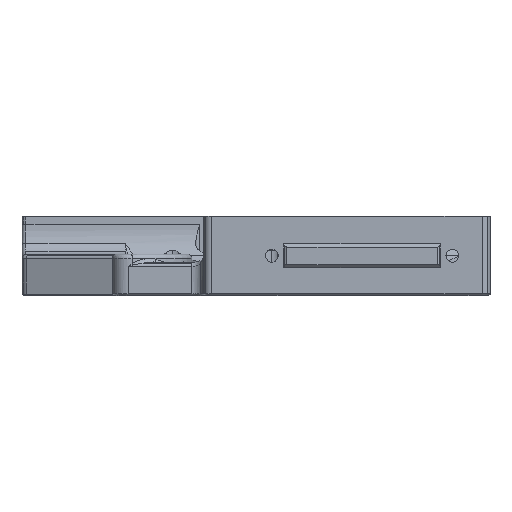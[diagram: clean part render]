
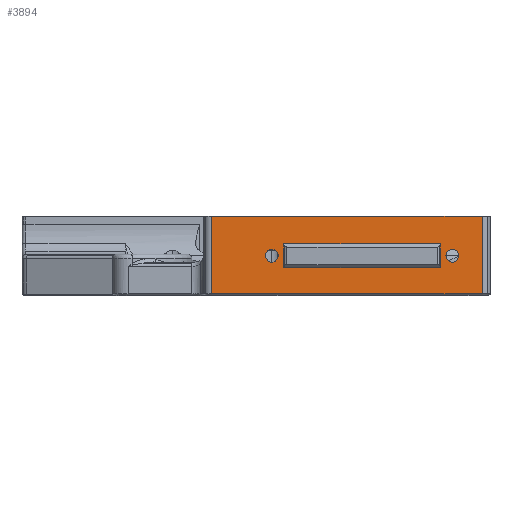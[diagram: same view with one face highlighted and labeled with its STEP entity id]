
A CAD part, top view. The second image highlights one B-rep face of the part: STEP entity #3894.
In plain terms, the highlighted planar face has unit normal (0, 0, 1).
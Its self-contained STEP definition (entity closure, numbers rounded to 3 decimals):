
#3638=CARTESIAN_POINT('',(72.5,559.,-58.096));
#3639=VERTEX_POINT('',#3638);
#3648=CARTESIAN_POINT('',(72.5,565.,-58.096));
#3649=VERTEX_POINT('',#3648);
#3650=CARTESIAN_POINT('',(72.5,565.,-58.096));
#3651=DIRECTION('',(0.,-1.,-0.));
#3652=VECTOR('',#3651,6.);
#3653=LINE('',#3650,#3652);
#3654=EDGE_CURVE('',#3649,#3639,#3653,.T.);
#3699=CARTESIAN_POINT('',(33.,559.,-58.096));
#3700=VERTEX_POINT('',#3699);
#3709=CARTESIAN_POINT('',(33.,559.,-58.096));
#3710=DIRECTION('',(1.,0.,0.));
#3711=VECTOR('',#3710,39.5);
#3712=LINE('',#3709,#3711);
#3713=EDGE_CURVE('',#3700,#3639,#3712,.T.);
#3762=CARTESIAN_POINT('',(33.,565.,-58.096));
#3763=VERTEX_POINT('',#3762);
#3770=CARTESIAN_POINT('',(33.,565.,-58.096));
#3771=DIRECTION('',(0.,-1.,-0.));
#3772=VECTOR('',#3771,6.);
#3773=LINE('',#3770,#3772);
#3774=EDGE_CURVE('',#3763,#3700,#3773,.T.);
#3792=CARTESIAN_POINT('',(33.,565.,-58.096));
#3793=DIRECTION('',(1.,0.,0.));
#3794=VECTOR('',#3793,39.5);
#3795=LINE('',#3792,#3794);
#3796=EDGE_CURVE('',#3763,#3649,#3795,.T.);
#3809=CARTESIAN_POINT('',(15.8,572.,-58.096));
#3810=DIRECTION('',(0.,0.,-1.));
#3811=DIRECTION('',(1.,0.,0.));
#3812=AXIS2_PLACEMENT_3D('',#3809,#3810,#3811);
#3813=PLANE('',#3812);
#3814=CARTESIAN_POINT('',(83.,552.4,-58.096));
#3815=VERTEX_POINT('',#3814);
#3816=CARTESIAN_POINT('',(14.8,552.4,-58.096));
#3817=VERTEX_POINT('',#3816);
#3818=CARTESIAN_POINT('',(83.,552.4,-58.096));
#3819=DIRECTION('',(-1.,-0.,-0.));
#3820=VECTOR('',#3819,68.2);
#3821=LINE('',#3818,#3820);
#3822=EDGE_CURVE('',#3815,#3817,#3821,.T.);
#3823=ORIENTED_EDGE('',*,*,#3822,.F.);
#3824=CARTESIAN_POINT('',(83.,572.,-58.096));
#3825=VERTEX_POINT('',#3824);
#3826=CARTESIAN_POINT('',(83.,572.,-58.096));
#3827=DIRECTION('',(0.,-1.,-0.));
#3828=VECTOR('',#3827,19.6);
#3829=LINE('',#3826,#3828);
#3830=EDGE_CURVE('',#3825,#3815,#3829,.T.);
#3831=ORIENTED_EDGE('',*,*,#3830,.F.);
#3832=CARTESIAN_POINT('',(14.8,572.,-58.096));
#3833=VERTEX_POINT('',#3832);
#3834=CARTESIAN_POINT('',(83.,572.,-58.096));
#3835=DIRECTION('',(-1.,-0.,-0.));
#3836=VECTOR('',#3835,68.2);
#3837=LINE('',#3834,#3836);
#3838=EDGE_CURVE('',#3825,#3833,#3837,.T.);
#3839=ORIENTED_EDGE('',*,*,#3838,.T.);
#3840=CARTESIAN_POINT('',(14.8,572.,-58.096));
#3841=DIRECTION('',(0.,-1.,-0.));
#3842=VECTOR('',#3841,19.6);
#3843=LINE('',#3840,#3842);
#3844=EDGE_CURVE('',#3833,#3817,#3843,.T.);
#3845=ORIENTED_EDGE('',*,*,#3844,.T.);
#3846=EDGE_LOOP('',(#3823,#3831,#3839,#3845));
#3847=FACE_BOUND('',#3846,.T.);
#3848=ORIENTED_EDGE('',*,*,#3796,.T.);
#3849=ORIENTED_EDGE('',*,*,#3654,.T.);
#3850=ORIENTED_EDGE('',*,*,#3713,.F.);
#3851=ORIENTED_EDGE('',*,*,#3774,.F.);
#3852=EDGE_LOOP('',(#3848,#3849,#3850,#3851));
#3853=FACE_BOUND('',#3852,.T.);
#3854=CARTESIAN_POINT('',(73.9,562.,-58.096));
#3855=VERTEX_POINT('',#3854);
#3856=CARTESIAN_POINT('',(75.5,560.4,-58.096));
#3857=VERTEX_POINT('',#3856);
#3858=CARTESIAN_POINT('',(75.5,562.,-58.096));
#3859=DIRECTION('',(-0.,-0.,1.));
#3860=DIRECTION('',(0.,-1.,-0.));
#3861=AXIS2_PLACEMENT_3D('',#3858,#3859,#3860);
#3862=CIRCLE('',#3861,1.6);
#3863=EDGE_CURVE('',#3855,#3857,#3862,.T.);
#3864=ORIENTED_EDGE('',*,*,#3863,.F.);
#3865=CARTESIAN_POINT('',(75.5,562.,-58.096));
#3866=DIRECTION('',(-0.,-0.,1.));
#3867=DIRECTION('',(0.,-1.,-0.));
#3868=AXIS2_PLACEMENT_3D('',#3865,#3866,#3867);
#3869=CIRCLE('',#3868,1.6);
#3870=EDGE_CURVE('',#3857,#3855,#3869,.T.);
#3871=ORIENTED_EDGE('',*,*,#3870,.F.);
#3872=EDGE_LOOP('',(#3864,#3871));
#3873=FACE_BOUND('',#3872,.T.);
#3874=CARTESIAN_POINT('',(28.4,562.,-58.096));
#3875=VERTEX_POINT('',#3874);
#3876=CARTESIAN_POINT('',(30.,560.4,-58.096));
#3877=VERTEX_POINT('',#3876);
#3878=CARTESIAN_POINT('',(30.,562.,-58.096));
#3879=DIRECTION('',(-0.,-0.,1.));
#3880=DIRECTION('',(0.,-1.,-0.));
#3881=AXIS2_PLACEMENT_3D('',#3878,#3879,#3880);
#3882=CIRCLE('',#3881,1.6);
#3883=EDGE_CURVE('',#3875,#3877,#3882,.T.);
#3884=ORIENTED_EDGE('',*,*,#3883,.F.);
#3885=CARTESIAN_POINT('',(30.,562.,-58.096));
#3886=DIRECTION('',(-0.,-0.,1.));
#3887=DIRECTION('',(0.,-1.,-0.));
#3888=AXIS2_PLACEMENT_3D('',#3885,#3886,#3887);
#3889=CIRCLE('',#3888,1.6);
#3890=EDGE_CURVE('',#3877,#3875,#3889,.T.);
#3891=ORIENTED_EDGE('',*,*,#3890,.F.);
#3892=EDGE_LOOP('',(#3884,#3891));
#3893=FACE_BOUND('',#3892,.T.);
#3894=ADVANCED_FACE('',(#3847,#3853,#3873,#3893),#3813,.F.);
